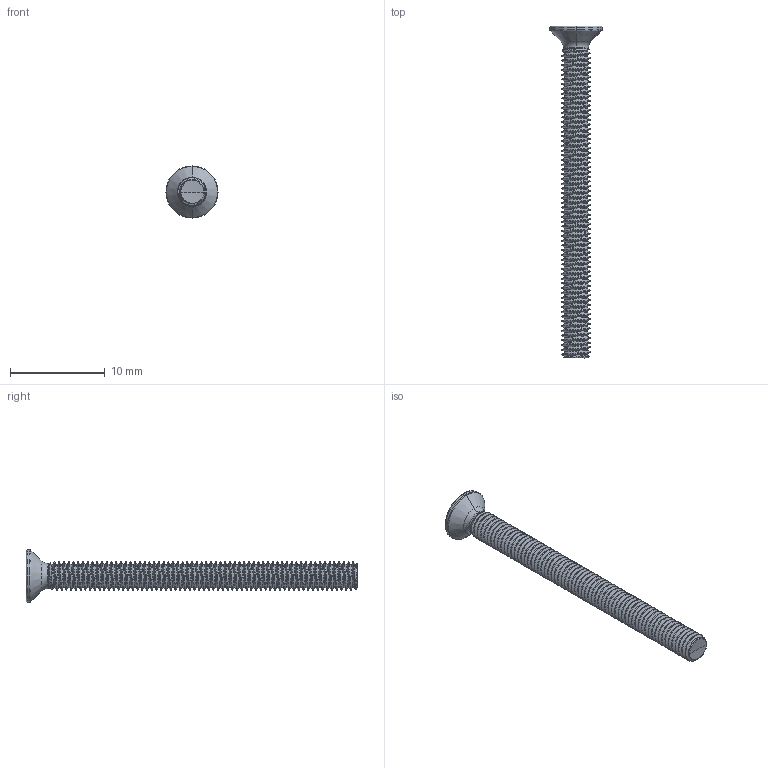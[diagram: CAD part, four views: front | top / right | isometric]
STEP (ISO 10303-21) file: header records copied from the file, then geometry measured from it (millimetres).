
FILE_DESCRIPTION (( 'STEP AP203' ), '1' );
FILE_NAME ('STM410300350.STEP', '2020-12-18T17:00:00', ( '' ), ( '' ), 'SwSTEP 2.0', 'SolidWorks 2015', '' );
FILE_SCHEMA (( 'CONFIG_CONTROL_DESIGN' ));
Length unit declared in the file: millimetre
Products named in the file (2): STM410300350
Bounding box: 5.5 x 35 x 5.5 mm (x, y, z)
Volume: 213.7 mm3; surface area: 535.1 mm2
Topology: 1 solids, 1 shells, 199 faces, 560 edges, 362 vertices
Faces by surface type: cylinder 152, bspline 18, cone 14, torus 11, sphere 2, plane 2
Entity records: 34175 total; most frequent: CARTESIAN_POINT 29849, ORIENTED_EDGE 1116, DIRECTION 647, EDGE_CURVE 558, VERTEX_POINT 362, AXIS2_PLACEMENT_3D 242, EDGE_LOOP 200, ADVANCED_FACE 199
